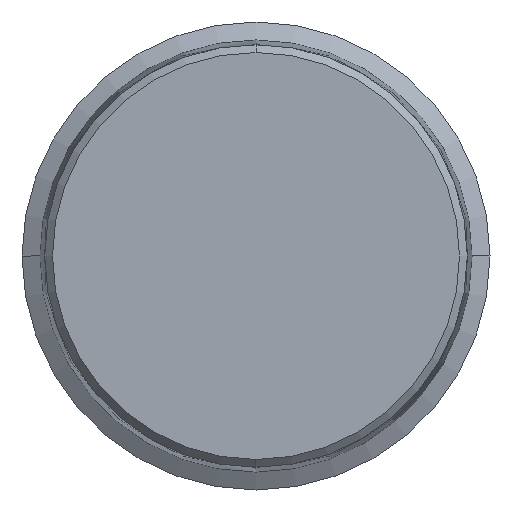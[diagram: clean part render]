
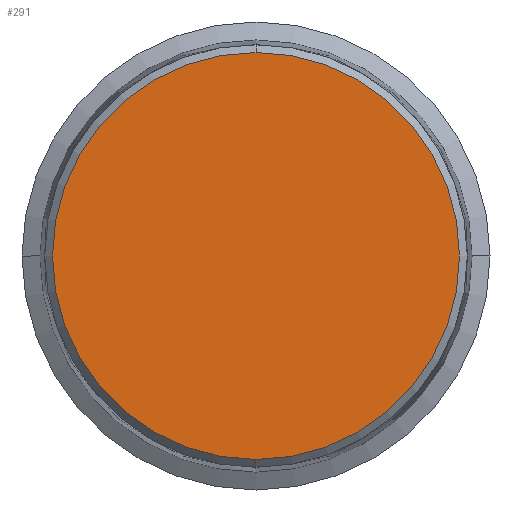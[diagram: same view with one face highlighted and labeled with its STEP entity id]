
A CAD part, front view. The second image highlights one B-rep face of the part: STEP entity #291.
In plain terms, the highlighted planar face has unit normal (0, -1, 0).
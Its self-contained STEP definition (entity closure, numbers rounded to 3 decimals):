
#291=ADVANCED_FACE('',(#638),#639,.T.);
#638=FACE_OUTER_BOUND('',#1086,.T.);
#639=PLANE('',#1087);
#1086=EDGE_LOOP('',(#1835,#1836));
#1087=AXIS2_PLACEMENT_3D('',#1837,#1838,#1839);
#1835=ORIENTED_EDGE('',*,*,#2490,.T.);
#1836=ORIENTED_EDGE('',*,*,#2568,.T.);
#1837=CARTESIAN_POINT('',(0.0,-18.0,6.522));
#1838=DIRECTION('',(0.0,-1.0,0.0));
#1839=DIRECTION('',(0.0,0.0,1.0));
#2490=EDGE_CURVE('',#2977,#2979,#2981,.T.);
#2568=EDGE_CURVE('',#2979,#2977,#3096,.T.);
#2977=VERTEX_POINT('',#3606);
#2979=VERTEX_POINT('',#3609);
#2981=CIRCLE('',#3612,13.044);
#3096=CIRCLE('',#3940,13.044);
#3606=CARTESIAN_POINT('',(0.0,-18.0,13.044));
#3609=CARTESIAN_POINT('',(0.,-18.0,-13.044));
#3612=AXIS2_PLACEMENT_3D('',#4321,#4322,#4323);
#3940=AXIS2_PLACEMENT_3D('',#4411,#4412,#4413);
#4321=CARTESIAN_POINT('',(0.0,-18.0,0.0));
#4322=DIRECTION('',(0.0,-1.0,0.0));
#4323=DIRECTION('',(0.0,0.0,1.0));
#4411=CARTESIAN_POINT('',(0.0,-18.0,0.0));
#4412=DIRECTION('',(0.0,-1.0,0.0));
#4413=DIRECTION('',(0.0,0.0,1.0));
